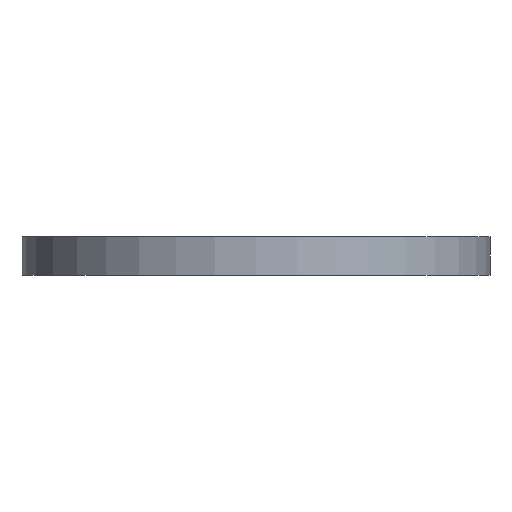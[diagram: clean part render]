
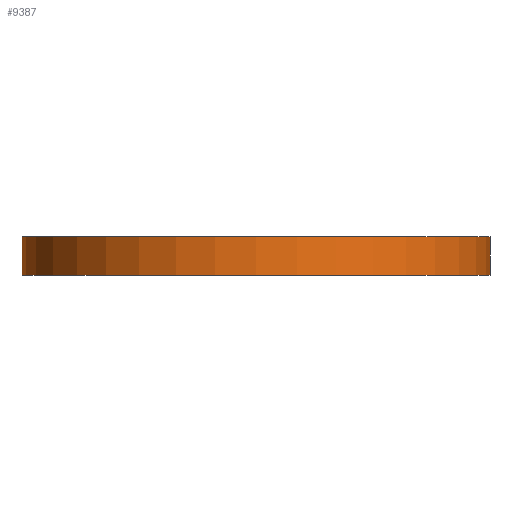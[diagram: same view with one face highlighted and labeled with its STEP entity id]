
A CAD part, front view. The second image highlights one B-rep face of the part: STEP entity #9387.
In plain terms, the highlighted cylindrical face has radius 11.45 mm (diameter 22.9 mm), a partial arc.
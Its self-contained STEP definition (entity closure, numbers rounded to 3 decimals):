
#168 = LINE ( 'NONE', #12122, #12054 ) ;
#323 = EDGE_CURVE ( 'NONE', #3011, #6449, #2863, .T. ) ;
#476 = CARTESIAN_POINT ( 'NONE',  ( 0., 0., 1.9 ) ) ;
#950 = AXIS2_PLACEMENT_3D ( 'NONE', #476, #14231, #6241 ) ;
#1506 = EDGE_LOOP ( 'NONE', ( #12775, #3665, #4068, #8685 ) ) ;
#1532 = CARTESIAN_POINT ( 'NONE',  ( -11.45, 0., 0. ) ) ;
#2063 = CIRCLE ( 'NONE', #7927, 11.45 ) ;
#2636 = CYLINDRICAL_SURFACE ( 'NONE', #7527, 11.45 ) ;
#2863 = CIRCLE ( 'NONE', #950, 11.45 ) ;
#2915 = VECTOR ( 'NONE', #3284, 1000. ) ;
#3011 = VERTEX_POINT ( 'NONE', #14873 ) ;
#3284 = DIRECTION ( 'NONE',  ( 0., 0., -1. ) ) ;
#3364 = EDGE_CURVE ( 'NONE', #3011, #10480, #12450, .T. ) ;
#3665 = ORIENTED_EDGE ( 'NONE', *, *, #323, .F. ) ;
#3677 = EDGE_CURVE ( 'NONE', #6449, #11034, #168, .T. ) ;
#3691 = DIRECTION ( 'NONE',  ( 1., 0., 0. ) ) ;
#4068 = ORIENTED_EDGE ( 'NONE', *, *, #3364, .T. ) ;
#4463 = CARTESIAN_POINT ( 'NONE',  ( 11.45, 0., 1.9 ) ) ;
#6241 = DIRECTION ( 'NONE',  ( 1., 0., 0. ) ) ;
#6449 = VERTEX_POINT ( 'NONE', #4463 ) ;
#7527 = AXIS2_PLACEMENT_3D ( 'NONE', #11509, #13837, #14767 ) ;
#7927 = AXIS2_PLACEMENT_3D ( 'NONE', #8111, #12817, #3691 ) ;
#8111 = CARTESIAN_POINT ( 'NONE',  ( 0., 0., 0. ) ) ;
#8685 = ORIENTED_EDGE ( 'NONE', *, *, #12401, .T. ) ;
#9387 = ADVANCED_FACE ( 'NONE', ( #10923 ), #2636, .T. ) ;
#10480 = VERTEX_POINT ( 'NONE', #1532 ) ;
#10923 = FACE_OUTER_BOUND ( 'NONE', #1506, .T. ) ;
#11034 = VERTEX_POINT ( 'NONE', #14366 ) ;
#11509 = CARTESIAN_POINT ( 'NONE',  ( 0., 0., 1.9 ) ) ;
#12054 = VECTOR ( 'NONE', #14368, 1000. ) ;
#12122 = CARTESIAN_POINT ( 'NONE',  ( 11.45, 0., 1.9 ) ) ;
#12401 = EDGE_CURVE ( 'NONE', #10480, #11034, #2063, .T. ) ;
#12450 = LINE ( 'NONE', #14709, #2915 ) ;
#12775 = ORIENTED_EDGE ( 'NONE', *, *, #3677, .F. ) ;
#12817 = DIRECTION ( 'NONE',  ( 0., 0., 1. ) ) ;
#13837 = DIRECTION ( 'NONE',  ( 0., 0., -1. ) ) ;
#14231 = DIRECTION ( 'NONE',  ( 0., 0., 1. ) ) ;
#14366 = CARTESIAN_POINT ( 'NONE',  ( 11.45, 0., 0. ) ) ;
#14368 = DIRECTION ( 'NONE',  ( 0., 0., -1. ) ) ;
#14709 = CARTESIAN_POINT ( 'NONE',  ( -11.45, 0., 1.9 ) ) ;
#14767 = DIRECTION ( 'NONE',  ( -1., 0., 0. ) ) ;
#14873 = CARTESIAN_POINT ( 'NONE',  ( -11.45, 0., 1.9 ) ) ;
